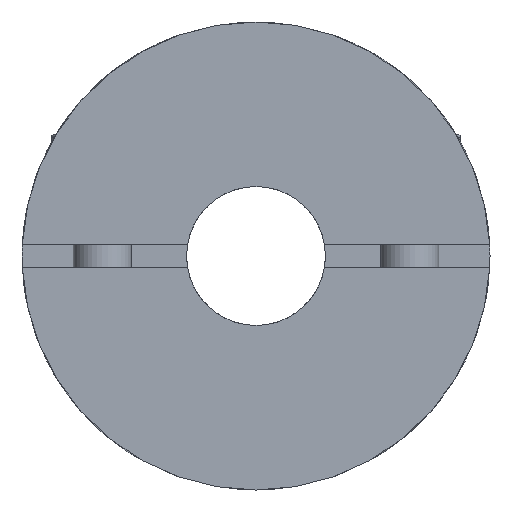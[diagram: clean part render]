
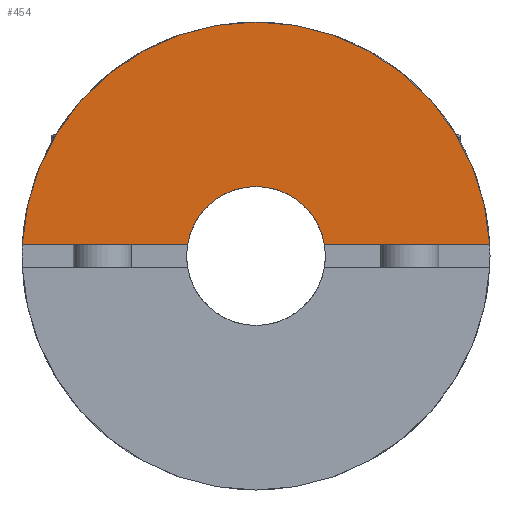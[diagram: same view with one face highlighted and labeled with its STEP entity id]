
A CAD part, left-side view. The second image highlights one B-rep face of the part: STEP entity #454.
In plain terms, the highlighted planar face has unit normal (-1, 0, 0).
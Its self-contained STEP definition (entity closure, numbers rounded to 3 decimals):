
#454=ADVANCED_FACE('NONE',(#985),#986,.F.);
#985=FACE_OUTER_BOUND('',#1619,.T.);
#986=PLANE('',#1620);
#1619=EDGE_LOOP('',(#2689,#2690,#2691,#2692,#2693));
#1620=AXIS2_PLACEMENT_3D('',#2694,#2695,#2696);
#2689=ORIENTED_EDGE('',*,*,#4026,.T.);
#2690=ORIENTED_EDGE('',*,*,#4015,.T.);
#2691=ORIENTED_EDGE('',*,*,#4031,.F.);
#2692=ORIENTED_EDGE('',*,*,#4032,.T.);
#2693=ORIENTED_EDGE('',*,*,#4033,.F.);
#2694=CARTESIAN_POINT('',(0.,0.0,16.0));
#2695=DIRECTION('',(1.0,0.0,0.0));
#2696=DIRECTION('',(0.0,-0.0,-1.0));
#4015=EDGE_CURVE('',#4819,#4827,#4829,.T.);
#4026=EDGE_CURVE('',#4846,#4819,#4847,.T.);
#4031=EDGE_CURVE('NONE',#4853,#4827,#4854,.T.);
#4032=EDGE_CURVE('NONE',#4853,#4855,#4856,.T.);
#4033=EDGE_CURVE('NONE',#4846,#4855,#4857,.T.);
#4819=VERTEX_POINT('',#6192);
#4827=VERTEX_POINT('',#6202);
#4829=CIRCLE('',#6205,4.75);
#4846=VERTEX_POINT('',#6225);
#4847=CIRCLE('',#6226,4.75);
#4853=VERTEX_POINT('NONE',#6233);
#4854=LINE('',#6234,#6235);
#4855=VERTEX_POINT('NONE',#6236);
#4856=CIRCLE('',#6237,16.0);
#4857=LINE('',#6238,#6239);
#6192=CARTESIAN_POINT('',(0.0,0.,4.75));
#6202=CARTESIAN_POINT('',(0.0,-4.682,0.8));
#6205=AXIS2_PLACEMENT_3D('',#7591,#7592,#7593);
#6225=CARTESIAN_POINT('',(0.0,4.682,0.8));
#6226=AXIS2_PLACEMENT_3D('',#7609,#7610,#7611);
#6233=CARTESIAN_POINT('',(0.0,-15.98,0.8));
#6234=CARTESIAN_POINT('',(0.0,17.226,0.8));
#6235=VECTOR('',#7619,1000.0);
#6236=CARTESIAN_POINT('',(0.0,15.98,0.8));
#6237=AXIS2_PLACEMENT_3D('',#7620,#7621,#7622);
#6238=CARTESIAN_POINT('',(0.0,17.226,0.8));
#6239=VECTOR('',#7623,1000.0);
#7591=CARTESIAN_POINT('',(0.0,0.0,0.0));
#7592=DIRECTION('',(1.0,0.0,-0.0));
#7593=DIRECTION('',(0.0,0.0,1.0));
#7609=CARTESIAN_POINT('',(0.0,0.0,0.0));
#7610=DIRECTION('',(1.0,0.0,-0.0));
#7611=DIRECTION('',(0.0,0.0,1.0));
#7619=DIRECTION('',(0.0,1.0,0.));
#7620=CARTESIAN_POINT('',(0.,0.0,0.0));
#7621=DIRECTION('',(-1.0,0.0,0.0));
#7622=DIRECTION('',(0.0,-1.0,0.0));
#7623=DIRECTION('',(0.0,1.0,0.));
